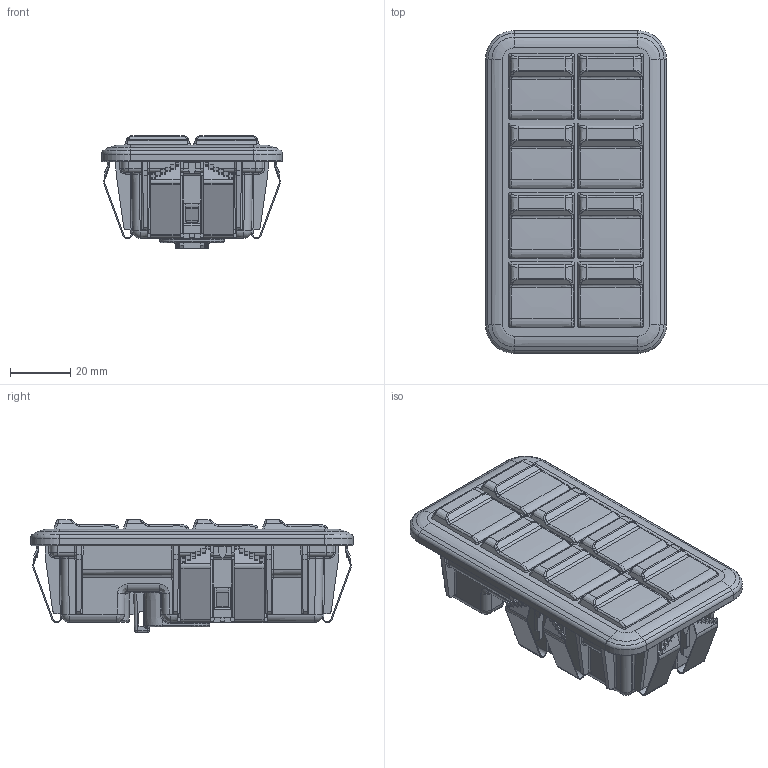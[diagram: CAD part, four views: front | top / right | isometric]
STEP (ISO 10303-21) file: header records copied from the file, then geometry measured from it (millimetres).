
FILE_DESCRIPTION((''),'2;1');
FILE_NAME('3KX08-G2-4R_REV2_SW','2017-11-10T',('vlisnic'),(''),'PRO/ENGINEER BY PARAMETRIC TECHNOLOGY CORPORATION, 2016100','PRO/ENGINEER BY PARAMETRIC TECHNOLOGY CORPORATION, 2016100','');
FILE_SCHEMA(('CONFIG_CONTROL_DESIGN'));
Products named in the file (1): 3KX08-G2-4R_REV2_SW
Bounding box: 60.27 x 107.48 x 37.59 mm (x, y, z)
Volume: 121961.4 mm3; surface area: 43884.7 mm2
Topology: 1 solids, 7 shells, 2801 faces, 7389 edges, 4638 vertices
Faces by surface type: plane 1497, cylinder 808, bspline 200, sphere 94, torus 76, extrusion 76, cone 42, revolution 8
Entity records: 105264 total; most frequent: CARTESIAN_POINT 37715, ORIENTED_EDGE 14754, DIRECTION 13056, EDGE_CURVE 7377, VECTOR 4930, LINE 4854, VERTEX_POINT 4638, AXIS2_PLACEMENT_3D 4059
